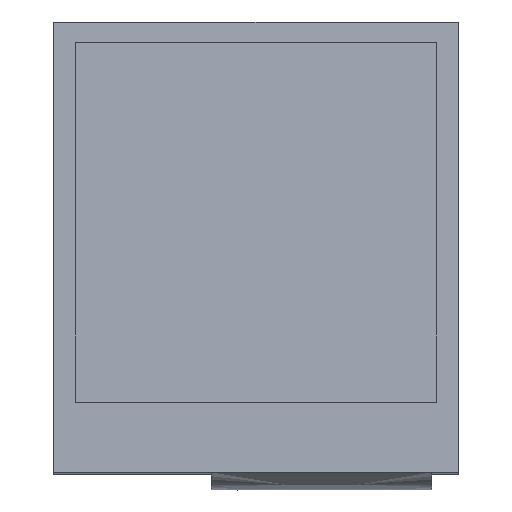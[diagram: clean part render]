
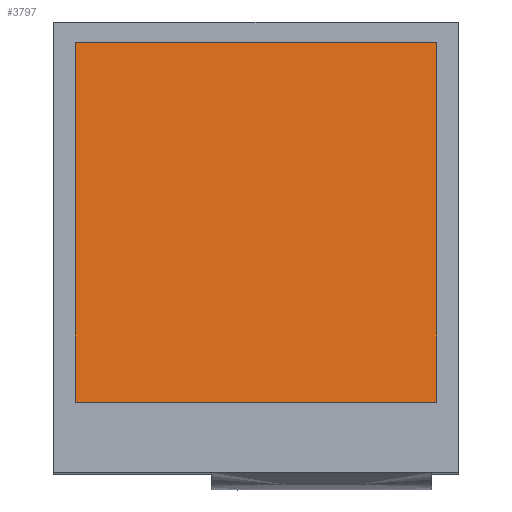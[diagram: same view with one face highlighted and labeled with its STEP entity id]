
A CAD part, front view. The second image highlights one B-rep face of the part: STEP entity #3797.
In plain terms, the highlighted planar face has unit normal (0, -0.996, 0.087).
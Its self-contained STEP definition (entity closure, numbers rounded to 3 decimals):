
#196=FACE_OUTER_BOUND('',#421,.T.);
#421=EDGE_LOOP('',(#2557,#2558,#2559,#2560));
#654=LINE('',#5238,#1123);
#658=LINE('',#5246,#1127);
#661=LINE('',#5252,#1130);
#664=LINE('',#5257,#1133);
#1123=VECTOR('',#4311,10.);
#1127=VECTOR('',#4317,10.);
#1130=VECTOR('',#4322,10.);
#1133=VECTOR('',#4327,10.);
#1584=VERTEX_POINT('',#5236);
#1585=VERTEX_POINT('',#5237);
#1588=VERTEX_POINT('',#5245);
#1590=VERTEX_POINT('',#5251);
#1962=EDGE_CURVE('',#1584,#1585,#654,.T.);
#1966=EDGE_CURVE('',#1588,#1584,#658,.T.);
#1969=EDGE_CURVE('',#1590,#1588,#661,.T.);
#1972=EDGE_CURVE('',#1585,#1590,#664,.T.);
#2557=ORIENTED_EDGE('',*,*,#1972,.F.);
#2558=ORIENTED_EDGE('',*,*,#1962,.F.);
#2559=ORIENTED_EDGE('',*,*,#1966,.F.);
#2560=ORIENTED_EDGE('',*,*,#1969,.F.);
#3617=PLANE('',#4052);
#3797=ADVANCED_FACE('',(#196),#3617,.T.);
#4052=AXIS2_PLACEMENT_3D('',#5259,#4329,#4330);
#4311=DIRECTION('',(0.,-0.087,-0.996));
#4317=DIRECTION('',(1.,0.,0.));
#4322=DIRECTION('',(0.,0.087,0.996));
#4327=DIRECTION('',(-1.,0.,0.));
#4329=DIRECTION('center_axis',(0.,-0.996,0.087));
#4330=DIRECTION('ref_axis',(1.,0.,0.));
#5236=CARTESIAN_POINT('',(84.8,-26.862,27.864));
#5237=CARTESIAN_POINT('',(84.8,-28.902,4.553));
#5238=CARTESIAN_POINT('',(84.8,-26.862,27.864));
#5245=CARTESIAN_POINT('',(61.4,-26.862,27.864));
#5246=CARTESIAN_POINT('',(61.4,-26.862,27.864));
#5251=CARTESIAN_POINT('',(61.4,-28.902,4.553));
#5252=CARTESIAN_POINT('',(61.4,-28.902,4.553));
#5257=CARTESIAN_POINT('',(84.8,-28.902,4.553));
#5259=CARTESIAN_POINT('Origin',(73.1,-27.882,16.208));
